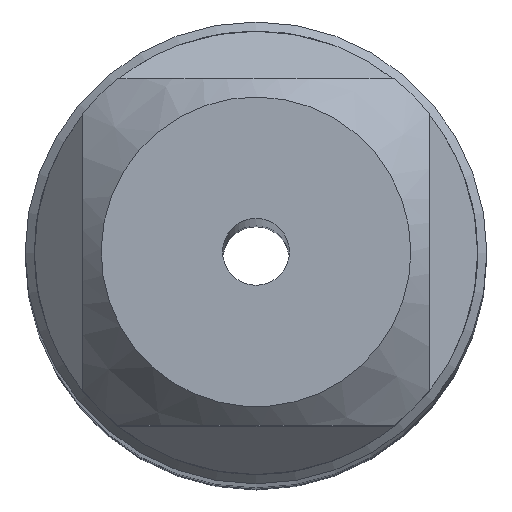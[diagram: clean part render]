
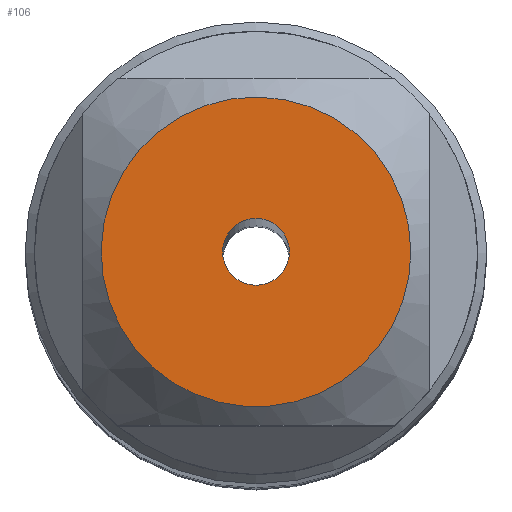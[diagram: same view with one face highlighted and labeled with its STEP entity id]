
A CAD part, top view. The second image highlights one B-rep face of the part: STEP entity #106.
In plain terms, the highlighted planar face has unit normal (0, 0, 1).
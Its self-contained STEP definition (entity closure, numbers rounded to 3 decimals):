
#50=PLANE('',#461);
#106=ADVANCED_FACE('',(#146,#147),#50,.F.);
#146=FACE_BOUND('',#182,.T.);
#147=FACE_BOUND('',#183,.T.);
#182=EDGE_LOOP('',(#248));
#183=EDGE_LOOP('',(#249));
#248=ORIENTED_EDGE('',*,*,#325,.T.);
#249=ORIENTED_EDGE('',*,*,#347,.T.);
#292=VERTEX_POINT('',#638);
#314=VERTEX_POINT('',#686);
#325=EDGE_CURVE('',#292,#292,#366,.T.);
#347=EDGE_CURVE('',#314,#314,#376,.T.);
#366=CIRCLE('',#435,0.7);
#376=CIRCLE('',#453,3.245);
#435=AXIS2_PLACEMENT_3D('',#637,#494,#495);
#453=AXIS2_PLACEMENT_3D('',#685,#538,#539);
#461=AXIS2_PLACEMENT_3D('',#721,#554,#555);
#494=DIRECTION('',(0.,0.,-1.));
#495=DIRECTION('',(-1.,0.,0.));
#538=DIRECTION('',(0.,0.,1.));
#539=DIRECTION('',(1.,0.,0.));
#554=DIRECTION('',(0.,0.,-1.));
#555=DIRECTION('',(-1.,0.,0.));
#637=CARTESIAN_POINT('',(0.,0.,0.));
#638=CARTESIAN_POINT('',(-0.7,0.,0.));
#685=CARTESIAN_POINT('',(0.,0.,0.));
#686=CARTESIAN_POINT('',(3.245,0.,0.));
#721=CARTESIAN_POINT('',(5.039,0.,0.));
